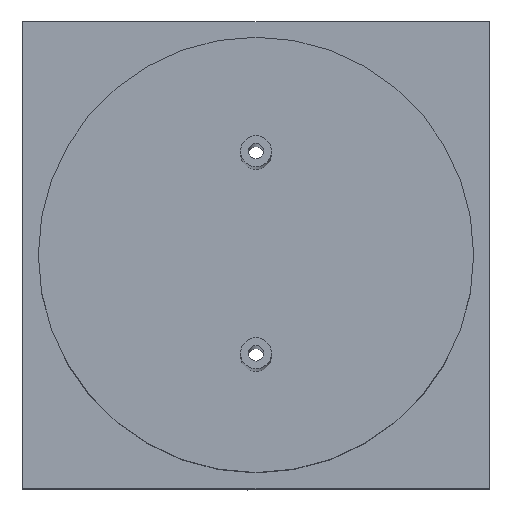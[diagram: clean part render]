
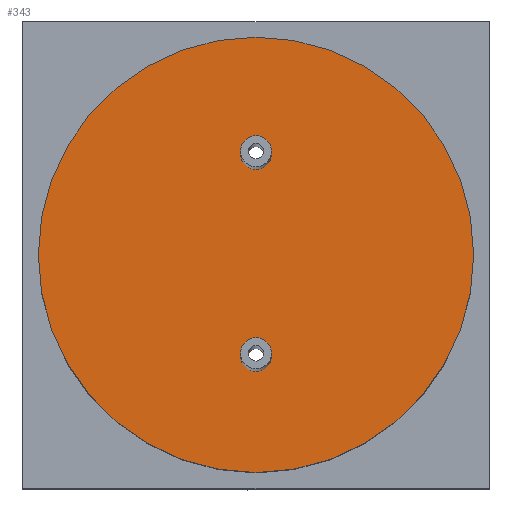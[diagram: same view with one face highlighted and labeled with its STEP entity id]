
A CAD part, top view. The second image highlights one B-rep face of the part: STEP entity #343.
In plain terms, the highlighted planar face has unit normal (0, 0, 1).
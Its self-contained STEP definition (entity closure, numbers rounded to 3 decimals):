
#63=PLANE('',#385);
#102=ORIENTED_EDGE('',*,*,#168,.T.);
#103=ORIENTED_EDGE('',*,*,#169,.T.);
#104=ORIENTED_EDGE('',*,*,#167,.F.);
#167=EDGE_CURVE('',#203,#203,#227,.T.);
#168=EDGE_CURVE('',#204,#204,#228,.T.);
#169=EDGE_CURVE('',#205,#205,#229,.T.);
#203=VERTEX_POINT('',#553);
#204=VERTEX_POINT('',#556);
#205=VERTEX_POINT('',#558);
#227=CIRCLE('',#384,2.8);
#228=CIRCLE('',#386,0.2);
#229=CIRCLE('',#387,0.2);
#252=EDGE_LOOP('',(#102));
#253=EDGE_LOOP('',(#103));
#254=EDGE_LOOP('',(#104));
#296=FACE_BOUND('',#252,.T.);
#297=FACE_BOUND('',#253,.T.);
#298=FACE_BOUND('',#254,.T.);
#343=ADVANCED_FACE('',(#296,#297,#298),#63,.F.);
#384=AXIS2_PLACEMENT_3D('',#552,#451,#452);
#385=AXIS2_PLACEMENT_3D('',#554,#453,#454);
#386=AXIS2_PLACEMENT_3D('',#555,#455,#456);
#387=AXIS2_PLACEMENT_3D('',#557,#457,#458);
#451=DIRECTION('',(0.,0.,-1.));
#452=DIRECTION('',(0.,1.,0.));
#453=DIRECTION('',(0.,0.,-1.));
#454=DIRECTION('',(-1.,0.,0.));
#455=DIRECTION('',(0.,0.,-1.));
#456=DIRECTION('',(0.,1.,0.));
#457=DIRECTION('',(0.,0.,-1.));
#458=DIRECTION('',(0.,1.,0.));
#552=CARTESIAN_POINT('',(0.,0.,14.));
#553=CARTESIAN_POINT('',(0.,2.8,14.));
#554=CARTESIAN_POINT('',(0.,0.,14.));
#555=CARTESIAN_POINT('',(0.,1.3,14.));
#556=CARTESIAN_POINT('',(0.,1.5,14.));
#557=CARTESIAN_POINT('',(0.,-1.3,14.));
#558=CARTESIAN_POINT('',(0.,-1.1,14.));
